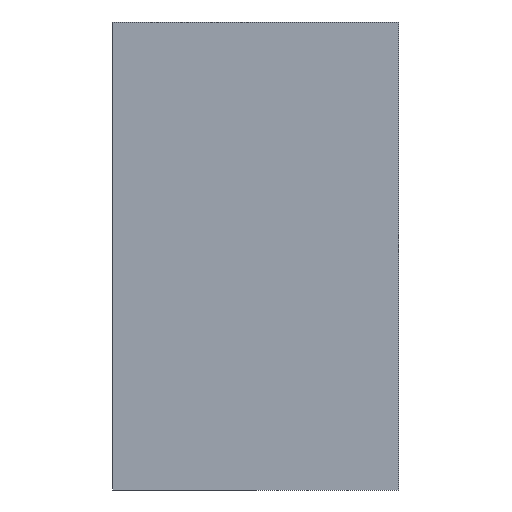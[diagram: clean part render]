
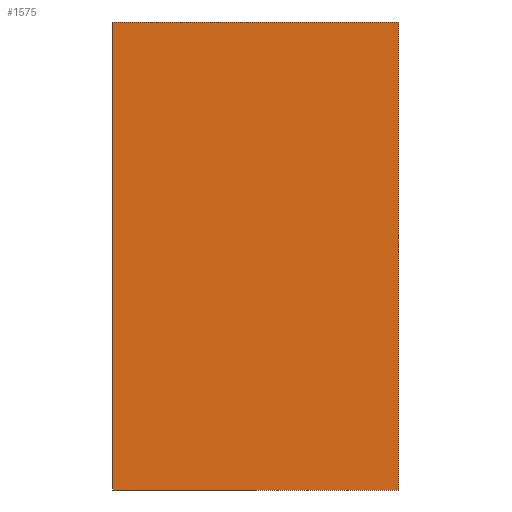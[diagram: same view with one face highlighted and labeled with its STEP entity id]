
A CAD part, left-side view. The second image highlights one B-rep face of the part: STEP entity #1575.
In plain terms, the highlighted planar face has unit normal (-1, 0, 0).
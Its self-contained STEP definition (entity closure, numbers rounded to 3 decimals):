
#68 = VERTEX_POINT ( 'NONE', #196 ) ;
#114 = LINE ( 'NONE', #1712, #1143 ) ;
#137 = CARTESIAN_POINT ( 'NONE',  ( -0.01, 2.19, 0.01 ) ) ;
#174 = EDGE_LOOP ( 'NONE', ( #2438, #722, #1919, #348 ) ) ;
#196 = CARTESIAN_POINT ( 'NONE',  ( -0.01, 2.19, -3.59 ) ) ;
#314 = FACE_OUTER_BOUND ( 'NONE', #174, .T. ) ;
#329 = DIRECTION ( 'NONE',  ( 0., -1., 0. ) ) ;
#348 = ORIENTED_EDGE ( 'NONE', *, *, #716, .T. ) ;
#356 = VERTEX_POINT ( 'NONE', #1256 ) ;
#485 = VECTOR ( 'NONE', #1665, 1000. ) ;
#502 = LINE ( 'NONE', #1078, #485 ) ;
#716 = EDGE_CURVE ( 'NONE', #1437, #68, #502, .T. ) ;
#722 = ORIENTED_EDGE ( 'NONE', *, *, #2259, .T. ) ;
#797 = LINE ( 'NONE', #2151, #1798 ) ;
#1078 = CARTESIAN_POINT ( 'NONE',  ( -0.01, 2.19, -3.59 ) ) ;
#1124 = PLANE ( 'NONE',  #1903 ) ;
#1143 = VECTOR ( 'NONE', #329, 1000. ) ;
#1256 = CARTESIAN_POINT ( 'NONE',  ( -0.01, -0.01, -3.59 ) ) ;
#1324 = DIRECTION ( 'NONE',  ( 0., 1., 0. ) ) ;
#1344 = DIRECTION ( 'NONE',  ( -1., 0., 0. ) ) ;
#1381 = DIRECTION ( 'NONE',  ( 0., 0., 1. ) ) ;
#1437 = VERTEX_POINT ( 'NONE', #2009 ) ;
#1575 = ADVANCED_FACE ( 'NONE', ( #314 ), #1124, .T. ) ;
#1647 = VERTEX_POINT ( 'NONE', #2501 ) ;
#1648 = VECTOR ( 'NONE', #1324, 1000. ) ;
#1665 = DIRECTION ( 'NONE',  ( 0., 0., -1. ) ) ;
#1712 = CARTESIAN_POINT ( 'NONE',  ( -0.01, 2.19, -3.59 ) ) ;
#1766 = EDGE_CURVE ( 'NONE', #68, #356, #114, .T. ) ;
#1798 = VECTOR ( 'NONE', #1936, 1000. ) ;
#1903 = AXIS2_PLACEMENT_3D ( 'NONE', #2147, #1344, #1381 ) ;
#1919 = ORIENTED_EDGE ( 'NONE', *, *, #2196, .T. ) ;
#1936 = DIRECTION ( 'NONE',  ( 0., 0., 1. ) ) ;
#2009 = CARTESIAN_POINT ( 'NONE',  ( -0.01, 2.19, 0.01 ) ) ;
#2147 = CARTESIAN_POINT ( 'NONE',  ( -0.01, 0., 0. ) ) ;
#2151 = CARTESIAN_POINT ( 'NONE',  ( -0.01, -0.01, -3.59 ) ) ;
#2196 = EDGE_CURVE ( 'NONE', #1647, #1437, #2489, .T. ) ;
#2259 = EDGE_CURVE ( 'NONE', #356, #1647, #797, .T. ) ;
#2438 = ORIENTED_EDGE ( 'NONE', *, *, #1766, .T. ) ;
#2489 = LINE ( 'NONE', #137, #1648 ) ;
#2501 = CARTESIAN_POINT ( 'NONE',  ( -0.01, -0.01, 0.01 ) ) ;
